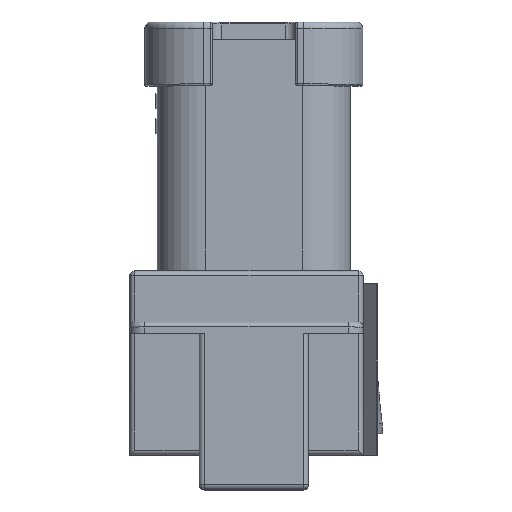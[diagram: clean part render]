
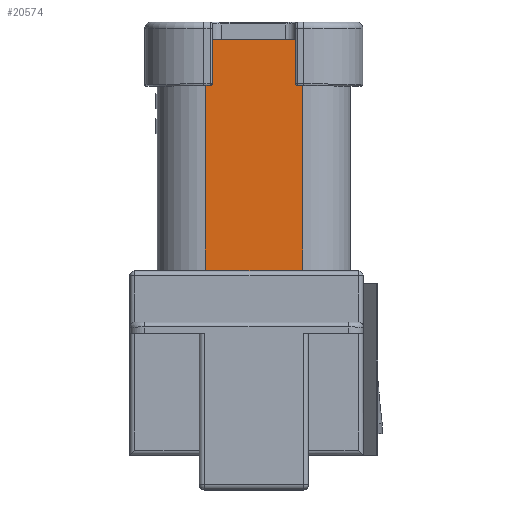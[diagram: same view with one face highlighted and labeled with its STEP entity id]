
A CAD part, top view. The second image highlights one B-rep face of the part: STEP entity #20574.
In plain terms, the highlighted planar face has unit normal (0, 0, 1).
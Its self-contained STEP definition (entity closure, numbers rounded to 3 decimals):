
#1891=DIRECTION('',(-1.,0.,0.));
#1892=VECTOR('',#1891,0.5);
#1893=CARTESIAN_POINT('',(4.95,37.5,12.2));
#1894=LINE('',#1893,#1892);
#1923=CARTESIAN_POINT('',(-4.45,37.7,12.2));
#1924=DIRECTION('',(0.,0.,1.));
#1925=DIRECTION('',(0.,-1.,0.));
#1926=AXIS2_PLACEMENT_3D('',#1923,#1924,#1925);
#1928=DIRECTION('',(0.,1.,0.));
#1929=VECTOR('',#1928,4.5);
#1930=CARTESIAN_POINT('',(-4.25,37.7,12.2));
#1931=LINE('',#1930,#1929);
#1932=CARTESIAN_POINT('',(4.45,37.7,12.2));
#1933=DIRECTION('',(0.,0.,1.));
#1934=DIRECTION('',(-1.,0.,0.));
#1935=AXIS2_PLACEMENT_3D('',#1932,#1933,#1934);
#1937=DIRECTION('',(-1.,0.,0.));
#1938=VECTOR('',#1937,9.9);
#1939=CARTESIAN_POINT('',(4.95,18.7,12.2));
#1940=LINE('',#1939,#1938);
#1964=DIRECTION('',(-1.,0.,0.));
#1965=VECTOR('',#1964,0.5);
#1966=CARTESIAN_POINT('',(-4.45,37.5,12.2));
#1967=LINE('',#1966,#1965);
#2485=DIRECTION('',(0.,-1.,0.));
#2486=VECTOR('',#2485,18.8);
#2487=CARTESIAN_POINT('',(-4.95,37.5,12.2));
#2488=LINE('',#2487,#2486);
#6295=DIRECTION('',(0.,1.,0.));
#6296=VECTOR('',#6295,4.5);
#6297=CARTESIAN_POINT('',(4.25,37.7,12.2));
#6298=LINE('',#6297,#6296);
#6312=DIRECTION('',(-1.,0.,0.));
#6313=VECTOR('',#6312,8.5);
#6314=CARTESIAN_POINT('',(4.25,42.2,12.2));
#6315=LINE('',#6314,#6313);
#13349=DIRECTION('',(0.,1.,0.));
#13350=VECTOR('',#13349,18.8);
#13351=CARTESIAN_POINT('',(4.95,18.7,12.2));
#13352=LINE('',#13351,#13350);
#15022=CARTESIAN_POINT('',(-4.95,18.7,12.2));
#15023=VERTEX_POINT('',#15022);
#15024=CARTESIAN_POINT('',(4.95,18.7,12.2));
#15025=VERTEX_POINT('',#15024);
#15062=CARTESIAN_POINT('',(-4.45,37.5,12.2));
#15063=VERTEX_POINT('',#15062);
#15064=CARTESIAN_POINT('',(-4.95,37.5,12.2));
#15065=VERTEX_POINT('',#15064);
#15066=CARTESIAN_POINT('',(4.95,37.5,12.2));
#15067=CARTESIAN_POINT('',(4.45,37.5,12.2));
#15068=VERTEX_POINT('',#15066);
#15069=VERTEX_POINT('',#15067);
#16474=CARTESIAN_POINT('',(-4.25,37.7,12.2));
#16475=VERTEX_POINT('',#16474);
#16476=CARTESIAN_POINT('',(-4.25,42.2,12.2));
#16477=VERTEX_POINT('',#16476);
#16478=CARTESIAN_POINT('',(4.25,42.2,12.2));
#16479=VERTEX_POINT('',#16478);
#16480=CARTESIAN_POINT('',(4.25,37.7,12.2));
#16481=VERTEX_POINT('',#16480);
#20549=CARTESIAN_POINT('',(-9.825,0.,12.2));
#20550=DIRECTION('',(0.,0.,1.));
#20551=DIRECTION('',(1.,0.,0.));
#20552=AXIS2_PLACEMENT_3D('',#20549,#20550,#20551);
#20553=PLANE('',#20552);
#20555=ORIENTED_EDGE('',*,*,#20554,.F.);
#20557=ORIENTED_EDGE('',*,*,#20556,.T.);
#20559=ORIENTED_EDGE('',*,*,#20558,.T.);
#20561=ORIENTED_EDGE('',*,*,#20560,.F.);
#20563=ORIENTED_EDGE('',*,*,#20562,.F.);
#20565=ORIENTED_EDGE('',*,*,#20564,.T.);
#20566=ORIENTED_EDGE('',*,*,#20523,.F.);
#20568=ORIENTED_EDGE('',*,*,#20567,.F.);
#20569=ORIENTED_EDGE('',*,*,#20455,.T.);
#20571=ORIENTED_EDGE('',*,*,#20570,.F.);
#20572=EDGE_LOOP('',(#20555,#20557,#20559,#20561,#20563,#20565,#20566,#20568,
#20569,#20571));
#20573=FACE_OUTER_BOUND('',#20572,.F.);
#20574=ADVANCED_FACE('',(#20573),#20553,.T.);
#1927=CIRCLE('',#1926,0.2);
#1936=CIRCLE('',#1935,0.2);
#20455=EDGE_CURVE('',#15025,#15023,#1940,.T.);
#20523=EDGE_CURVE('',#15068,#15069,#1894,.T.);
#20554=EDGE_CURVE('',#15063,#15065,#1967,.T.);
#20556=EDGE_CURVE('',#15063,#16475,#1927,.T.);
#20558=EDGE_CURVE('',#16475,#16477,#1931,.T.);
#20560=EDGE_CURVE('',#16479,#16477,#6315,.T.);
#20562=EDGE_CURVE('',#16481,#16479,#6298,.T.);
#20564=EDGE_CURVE('',#16481,#15069,#1936,.T.);
#20567=EDGE_CURVE('',#15025,#15068,#13352,.T.);
#20570=EDGE_CURVE('',#15065,#15023,#2488,.T.);
